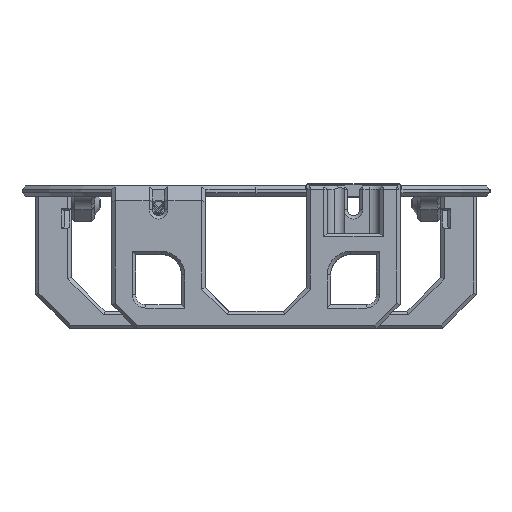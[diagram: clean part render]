
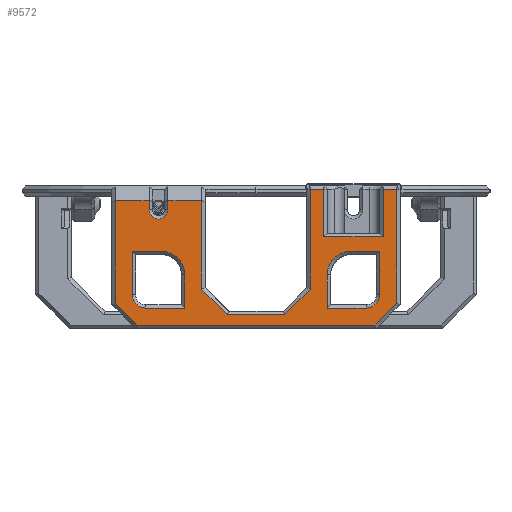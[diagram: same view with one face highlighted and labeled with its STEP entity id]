
A CAD part, left-side view. The second image highlights one B-rep face of the part: STEP entity #9572.
In plain terms, the highlighted planar face has unit normal (-1, 0, 0).
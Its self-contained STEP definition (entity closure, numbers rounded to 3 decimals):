
#274=FACE_BOUND('',#1455,.T.);
#275=FACE_BOUND('',#1456,.T.);
#395=PLANE('',#10267);
#842=FACE_OUTER_BOUND('',#1454,.T.);
#1454=EDGE_LOOP('',(#7110,#7111,#7112,#7113,#7114,#7115,#7116,#7117,#7118,
#7119,#7120,#7121,#7122,#7123,#7124,#7125,#7126,#7127,#7128,#7129));
#1455=EDGE_LOOP('',(#7130,#7131,#7132,#7133,#7134,#7135));
#1456=EDGE_LOOP('',(#7136,#7137,#7138,#7139,#7140,#7141));
#2205=LINE('',#14538,#3256);
#2208=LINE('',#14546,#3259);
#2212=LINE('',#14553,#3263);
#2214=LINE('',#14561,#3265);
#2216=LINE('',#14566,#3267);
#2217=LINE('',#14568,#3268);
#2218=LINE('',#14570,#3269);
#2219=LINE('',#14574,#3270);
#2220=LINE('',#14576,#3271);
#2221=LINE('',#14578,#3272);
#2222=LINE('',#14580,#3273);
#2223=LINE('',#14582,#3274);
#2224=LINE('',#14584,#3275);
#2225=LINE('',#14586,#3276);
#2226=LINE('',#14588,#3277);
#2227=LINE('',#14590,#3278);
#2228=LINE('',#14592,#3279);
#2229=LINE('',#14594,#3280);
#2230=LINE('',#14596,#3281);
#2231=LINE('',#14598,#3282);
#2232=LINE('',#14600,#3283);
#2233=LINE('',#14602,#3284);
#2234=LINE('',#14603,#3285);
#2235=LINE('',#14606,#3286);
#2236=LINE('',#14610,#3287);
#2237=LINE('',#14612,#3288);
#2238=LINE('',#14615,#3289);
#3256=VECTOR('',#11501,10.);
#3259=VECTOR('',#11510,10.);
#3263=VECTOR('',#11516,10.);
#3265=VECTOR('',#11526,10.);
#3267=VECTOR('',#11530,10.);
#3268=VECTOR('',#11531,10.);
#3269=VECTOR('',#11532,10.);
#3270=VECTOR('',#11535,10.);
#3271=VECTOR('',#11536,10.);
#3272=VECTOR('',#11537,10.);
#3273=VECTOR('',#11538,10.);
#3274=VECTOR('',#11539,10.);
#3275=VECTOR('',#11540,10.);
#3276=VECTOR('',#11541,10.);
#3277=VECTOR('',#11542,10.);
#3278=VECTOR('',#11543,10.);
#3279=VECTOR('',#11544,10.);
#3280=VECTOR('',#11545,10.);
#3281=VECTOR('',#11546,10.);
#3282=VECTOR('',#11547,10.);
#3283=VECTOR('',#11548,10.);
#3284=VECTOR('',#11549,10.);
#3285=VECTOR('',#11550,10.);
#3286=VECTOR('',#11551,10.);
#3287=VECTOR('',#11554,10.);
#3288=VECTOR('',#11555,10.);
#3289=VECTOR('',#11558,10.);
#4112=CIRCLE('',#10260,7.);
#4113=CIRCLE('',#10264,4.);
#4115=CIRCLE('',#10268,2.75);
#4116=CIRCLE('',#10269,4.);
#4117=CIRCLE('',#10270,7.);
#4485=VERTEX_POINT('',#14535);
#4486=VERTEX_POINT('',#14537);
#4487=VERTEX_POINT('',#14541);
#4488=VERTEX_POINT('',#14545);
#4490=VERTEX_POINT('',#14551);
#4492=VERTEX_POINT('',#14556);
#4493=VERTEX_POINT('',#14564);
#4494=VERTEX_POINT('',#14565);
#4495=VERTEX_POINT('',#14567);
#4496=VERTEX_POINT('',#14569);
#4497=VERTEX_POINT('',#14571);
#4498=VERTEX_POINT('',#14573);
#4499=VERTEX_POINT('',#14575);
#4500=VERTEX_POINT('',#14577);
#4501=VERTEX_POINT('',#14579);
#4502=VERTEX_POINT('',#14581);
#4503=VERTEX_POINT('',#14583);
#4504=VERTEX_POINT('',#14585);
#4505=VERTEX_POINT('',#14587);
#4506=VERTEX_POINT('',#14589);
#4507=VERTEX_POINT('',#14591);
#4508=VERTEX_POINT('',#14593);
#4509=VERTEX_POINT('',#14595);
#4510=VERTEX_POINT('',#14597);
#4511=VERTEX_POINT('',#14599);
#4512=VERTEX_POINT('',#14601);
#4513=VERTEX_POINT('',#14604);
#4514=VERTEX_POINT('',#14605);
#4515=VERTEX_POINT('',#14607);
#4516=VERTEX_POINT('',#14609);
#4517=VERTEX_POINT('',#14611);
#4518=VERTEX_POINT('',#14613);
#5426=EDGE_CURVE('',#4485,#4486,#2205,.T.);
#5429=EDGE_CURVE('',#4487,#4485,#4112,.T.);
#5430=EDGE_CURVE('',#4488,#4487,#2208,.T.);
#5434=EDGE_CURVE('',#4490,#4488,#2212,.T.);
#5436=EDGE_CURVE('',#4492,#4490,#4113,.T.);
#5438=EDGE_CURVE('',#4486,#4492,#2214,.T.);
#5440=EDGE_CURVE('',#4493,#4494,#2216,.T.);
#5441=EDGE_CURVE('',#4495,#4493,#2217,.T.);
#5442=EDGE_CURVE('',#4496,#4495,#2218,.T.);
#5443=EDGE_CURVE('',#4497,#4496,#4115,.T.);
#5444=EDGE_CURVE('',#4498,#4497,#2219,.T.);
#5445=EDGE_CURVE('',#4499,#4498,#2220,.T.);
#5446=EDGE_CURVE('',#4500,#4499,#2221,.T.);
#5447=EDGE_CURVE('',#4501,#4500,#2222,.T.);
#5448=EDGE_CURVE('',#4502,#4501,#2223,.T.);
#5449=EDGE_CURVE('',#4503,#4502,#2224,.T.);
#5450=EDGE_CURVE('',#4504,#4503,#2225,.T.);
#5451=EDGE_CURVE('',#4505,#4504,#2226,.T.);
#5452=EDGE_CURVE('',#4506,#4505,#2227,.T.);
#5453=EDGE_CURVE('',#4507,#4506,#2228,.T.);
#5454=EDGE_CURVE('',#4508,#4507,#2229,.T.);
#5455=EDGE_CURVE('',#4509,#4508,#2230,.T.);
#5456=EDGE_CURVE('',#4510,#4509,#2231,.T.);
#5457=EDGE_CURVE('',#4511,#4510,#2232,.T.);
#5458=EDGE_CURVE('',#4512,#4511,#2233,.T.);
#5459=EDGE_CURVE('',#4494,#4512,#2234,.T.);
#5460=EDGE_CURVE('',#4513,#4514,#2235,.T.);
#5461=EDGE_CURVE('',#4515,#4513,#4116,.T.);
#5462=EDGE_CURVE('',#4516,#4515,#2236,.T.);
#5463=EDGE_CURVE('',#4517,#4516,#2237,.T.);
#5464=EDGE_CURVE('',#4518,#4517,#4117,.T.);
#5465=EDGE_CURVE('',#4514,#4518,#2238,.T.);
#7110=ORIENTED_EDGE('',*,*,#5440,.F.);
#7111=ORIENTED_EDGE('',*,*,#5441,.F.);
#7112=ORIENTED_EDGE('',*,*,#5442,.F.);
#7113=ORIENTED_EDGE('',*,*,#5443,.F.);
#7114=ORIENTED_EDGE('',*,*,#5444,.F.);
#7115=ORIENTED_EDGE('',*,*,#5445,.F.);
#7116=ORIENTED_EDGE('',*,*,#5446,.F.);
#7117=ORIENTED_EDGE('',*,*,#5447,.F.);
#7118=ORIENTED_EDGE('',*,*,#5448,.F.);
#7119=ORIENTED_EDGE('',*,*,#5449,.F.);
#7120=ORIENTED_EDGE('',*,*,#5450,.F.);
#7121=ORIENTED_EDGE('',*,*,#5451,.F.);
#7122=ORIENTED_EDGE('',*,*,#5452,.F.);
#7123=ORIENTED_EDGE('',*,*,#5453,.F.);
#7124=ORIENTED_EDGE('',*,*,#5454,.F.);
#7125=ORIENTED_EDGE('',*,*,#5455,.F.);
#7126=ORIENTED_EDGE('',*,*,#5456,.F.);
#7127=ORIENTED_EDGE('',*,*,#5457,.F.);
#7128=ORIENTED_EDGE('',*,*,#5458,.F.);
#7129=ORIENTED_EDGE('',*,*,#5459,.F.);
#7130=ORIENTED_EDGE('',*,*,#5460,.F.);
#7131=ORIENTED_EDGE('',*,*,#5461,.F.);
#7132=ORIENTED_EDGE('',*,*,#5462,.F.);
#7133=ORIENTED_EDGE('',*,*,#5463,.F.);
#7134=ORIENTED_EDGE('',*,*,#5464,.F.);
#7135=ORIENTED_EDGE('',*,*,#5465,.F.);
#7136=ORIENTED_EDGE('',*,*,#5426,.F.);
#7137=ORIENTED_EDGE('',*,*,#5429,.F.);
#7138=ORIENTED_EDGE('',*,*,#5430,.F.);
#7139=ORIENTED_EDGE('',*,*,#5434,.F.);
#7140=ORIENTED_EDGE('',*,*,#5436,.F.);
#7141=ORIENTED_EDGE('',*,*,#5438,.F.);
#9572=ADVANCED_FACE('',(#842,#274,#275),#395,.T.);
#10260=AXIS2_PLACEMENT_3D('',#14543,#11506,#11507);
#10264=AXIS2_PLACEMENT_3D('',#14558,#11520,#11521);
#10267=AXIS2_PLACEMENT_3D('',#14563,#11528,#11529);
#10268=AXIS2_PLACEMENT_3D('',#14572,#11533,#11534);
#10269=AXIS2_PLACEMENT_3D('',#14608,#11552,#11553);
#10270=AXIS2_PLACEMENT_3D('',#14614,#11556,#11557);
#11501=DIRECTION('',(0.,1.,0.));
#11506=DIRECTION('center_axis',(-1.,0.,0.));
#11507=DIRECTION('ref_axis',(0.,0.,1.));
#11510=DIRECTION('',(0.,0.,1.));
#11516=DIRECTION('',(0.,-1.,0.));
#11520=DIRECTION('center_axis',(-1.,0.,0.));
#11521=DIRECTION('ref_axis',(0.,0.,-1.));
#11526=DIRECTION('',(0.,0.,-1.));
#11528=DIRECTION('center_axis',(-1.,0.,0.));
#11529=DIRECTION('ref_axis',(0.,-1.,0.));
#11530=DIRECTION('',(0.,0.,-1.));
#11531=DIRECTION('',(0.,-1.,0.));
#11532=DIRECTION('',(0.,0.,1.));
#11533=DIRECTION('center_axis',(-1.,0.,0.));
#11534=DIRECTION('ref_axis',(0.,-1.,0.));
#11535=DIRECTION('',(0.,0.,-1.));
#11536=DIRECTION('',(0.,-1.,0.));
#11537=DIRECTION('',(0.,0.,1.));
#11538=DIRECTION('',(0.,0.707,0.707));
#11539=DIRECTION('',(0.,1.,0.));
#11540=DIRECTION('',(0.,0.707,-0.707));
#11541=DIRECTION('',(0.,0.,-1.));
#11542=DIRECTION('',(0.,-1.,0.));
#11543=DIRECTION('',(0.,0.,1.));
#11544=DIRECTION('',(0.,-1.,0.));
#11545=DIRECTION('',(0.,0.,-1.));
#11546=DIRECTION('',(0.,-1.,0.));
#11547=DIRECTION('',(0.,0.,1.));
#11548=DIRECTION('',(0.,-0.707,0.707));
#11549=DIRECTION('',(0.,-1.,0.));
#11550=DIRECTION('',(0.,-0.707,-0.707));
#11551=DIRECTION('',(0.,0.,1.));
#11552=DIRECTION('center_axis',(-1.,0.,0.));
#11553=DIRECTION('ref_axis',(0.,-1.,0.));
#11554=DIRECTION('',(0.,-1.,0.));
#11555=DIRECTION('',(0.,0.,-1.));
#11556=DIRECTION('center_axis',(-1.,0.,0.));
#11557=DIRECTION('ref_axis',(0.,1.,0.));
#11558=DIRECTION('',(0.,1.,0.));
#14535=CARTESIAN_POINT('',(-120.,28.,22.75));
#14537=CARTESIAN_POINT('',(-120.,36.5,22.75));
#14538=CARTESIAN_POINT('',(-120.,35.25,22.75));
#14541=CARTESIAN_POINT('',(-120.,21.,15.75));
#14543=CARTESIAN_POINT('Origin',(-120.,28.,15.75));
#14545=CARTESIAN_POINT('',(-120.,21.,6.));
#14546=CARTESIAN_POINT('',(-120.,21.,3.5));
#14551=CARTESIAN_POINT('',(-120.,32.5,6.));
#14553=CARTESIAN_POINT('',(-120.,37.5,6.));
#14556=CARTESIAN_POINT('',(-120.,36.5,10.));
#14558=CARTESIAN_POINT('Origin',(-120.,32.5,10.));
#14561=CARTESIAN_POINT('',(-120.,36.5,10.875));
#14563=CARTESIAN_POINT('Origin',(-120.,42.5,0.));
#14564=CARTESIAN_POINT('',(-120.,16.,37.711));
#14565=CARTESIAN_POINT('',(-120.,16.,11.586));
#14566=CARTESIAN_POINT('',(-120.,16.,0.));
#14567=CARTESIAN_POINT('',(-120.,26.,37.711));
#14568=CARTESIAN_POINT('',(-120.,35.625,37.711));
#14569=CARTESIAN_POINT('',(-120.,26.,35.));
#14570=CARTESIAN_POINT('',(-120.,26.,21.));
#14571=CARTESIAN_POINT('',(-120.,31.5,35.));
#14572=CARTESIAN_POINT('Origin',(-120.,28.75,35.));
#14573=CARTESIAN_POINT('',(-120.,31.5,37.711));
#14574=CARTESIAN_POINT('',(-120.,31.5,21.));
#14575=CARTESIAN_POINT('',(-120.,41.5,37.711));
#14576=CARTESIAN_POINT('',(-120.,35.625,37.711));
#14577=CARTESIAN_POINT('',(-120.,41.5,7.414));
#14578=CARTESIAN_POINT('',(-120.,41.5,0.));
#14579=CARTESIAN_POINT('',(-120.,35.086,1.));
#14580=CARTESIAN_POINT('',(-120.,38.293,4.207));
#14581=CARTESIAN_POINT('',(-120.,-35.086,1.));
#14582=CARTESIAN_POINT('',(-120.,21.25,1.));
#14583=CARTESIAN_POINT('',(-120.,-41.5,7.414));
#14584=CARTESIAN_POINT('',(-120.,-17.043,-17.043));
#14585=CARTESIAN_POINT('',(-120.,-41.5,41.));
#14586=CARTESIAN_POINT('',(-120.,-41.5,0.));
#14587=CARTESIAN_POINT('',(-120.,-37.5,41.));
#14588=CARTESIAN_POINT('',(-120.,6.875,41.));
#14589=CARTESIAN_POINT('',(-120.,-37.5,27.));
#14590=CARTESIAN_POINT('',(-120.,-37.5,21.));
#14591=CARTESIAN_POINT('',(-120.,-20.,27.));
#14592=CARTESIAN_POINT('',(-120.,21.25,27.));
#14593=CARTESIAN_POINT('',(-120.,-20.,41.));
#14594=CARTESIAN_POINT('',(-120.,-20.,21.));
#14595=CARTESIAN_POINT('',(-120.,-16.,41.));
#14596=CARTESIAN_POINT('',(-120.,6.875,41.));
#14597=CARTESIAN_POINT('',(-120.,-16.,11.586));
#14598=CARTESIAN_POINT('',(-120.,-16.,0.));
#14599=CARTESIAN_POINT('',(-120.,-8.414,4.));
#14600=CARTESIAN_POINT('',(-120.,3.418,-7.832));
#14601=CARTESIAN_POINT('',(-120.,8.414,4.));
#14602=CARTESIAN_POINT('',(-120.,21.25,4.));
#14603=CARTESIAN_POINT('',(-120.,17.832,13.418));
#14604=CARTESIAN_POINT('',(-120.,-36.5,10.));
#14605=CARTESIAN_POINT('',(-120.,-36.5,22.75));
#14606=CARTESIAN_POINT('',(-120.,-36.5,5.));
#14607=CARTESIAN_POINT('',(-120.,-32.5,6.));
#14608=CARTESIAN_POINT('Origin',(-120.,-32.5,10.));
#14609=CARTESIAN_POINT('',(-120.,-21.,6.));
#14610=CARTESIAN_POINT('',(-120.,10.25,6.));
#14611=CARTESIAN_POINT('',(-120.,-21.,15.75));
#14612=CARTESIAN_POINT('',(-120.,-21.,7.875));
#14613=CARTESIAN_POINT('',(-120.,-28.,22.75));
#14614=CARTESIAN_POINT('Origin',(-120.,-28.,15.75));
#14615=CARTESIAN_POINT('',(-120.,3.5,22.75));
